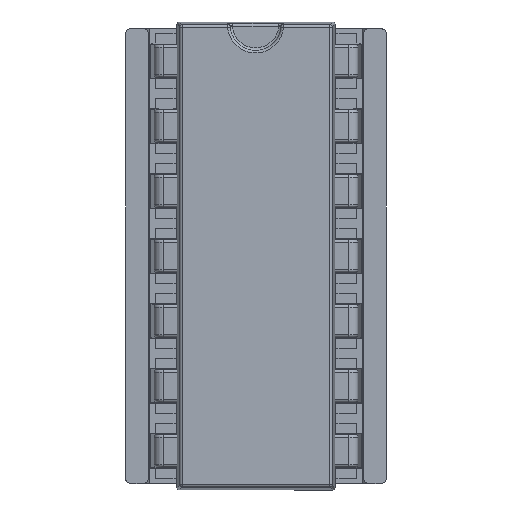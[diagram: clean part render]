
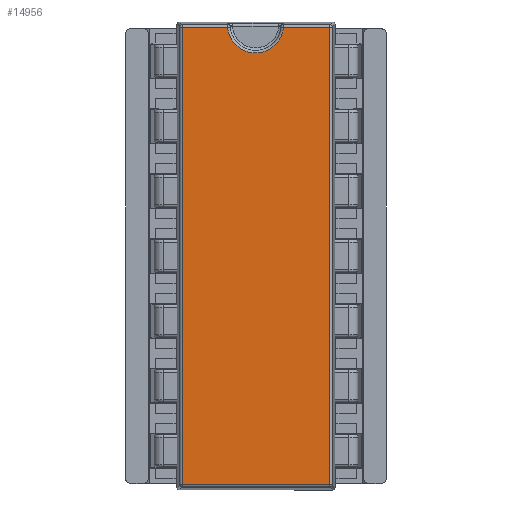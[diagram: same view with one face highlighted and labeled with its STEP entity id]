
A CAD part, top view. The second image highlights one B-rep face of the part: STEP entity #14956.
In plain terms, the highlighted planar face has unit normal (0, 0, 1).
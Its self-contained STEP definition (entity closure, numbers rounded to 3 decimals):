
#981=PLANE('',#16224);
#2375=LINE('',#27264,#3850);
#2376=LINE('',#27268,#3851);
#2377=LINE('',#27270,#3852);
#2378=LINE('',#27272,#3853);
#2379=LINE('',#27273,#3854);
#3850=VECTOR('',#19898,10.);
#3851=VECTOR('',#19903,10.);
#3852=VECTOR('',#19904,10.);
#3853=VECTOR('',#19905,10.);
#3854=VECTOR('',#19906,10.);
#4666=FACE_OUTER_BOUND('',#5514,.T.);
#5514=EDGE_LOOP('',(#13452,#13453,#13454,#13455,#13456,#13457));
#5958=CIRCLE('',#16214,1.1);
#7482=VERTEX_POINT('',#27220);
#7483=VERTEX_POINT('',#27222);
#7489=VERTEX_POINT('',#27263);
#7490=VERTEX_POINT('',#27267);
#7491=VERTEX_POINT('',#27269);
#7492=VERTEX_POINT('',#27271);
#9538=EDGE_CURVE('',#7483,#7482,#5958,.T.);
#9548=EDGE_CURVE('',#7482,#7489,#2375,.T.);
#9550=EDGE_CURVE('',#7490,#7483,#2376,.T.);
#9551=EDGE_CURVE('',#7491,#7490,#2377,.T.);
#9552=EDGE_CURVE('',#7492,#7491,#2378,.T.);
#9553=EDGE_CURVE('',#7489,#7492,#2379,.T.);
#13452=ORIENTED_EDGE('',*,*,#9538,.F.);
#13453=ORIENTED_EDGE('',*,*,#9550,.F.);
#13454=ORIENTED_EDGE('',*,*,#9551,.F.);
#13455=ORIENTED_EDGE('',*,*,#9552,.F.);
#13456=ORIENTED_EDGE('',*,*,#9553,.F.);
#13457=ORIENTED_EDGE('',*,*,#9548,.F.);
#14956=ADVANCED_FACE('',(#4666),#981,.T.);
#16214=AXIS2_PLACEMENT_3D('',#27224,#19875,#19876);
#16224=AXIS2_PLACEMENT_3D('',#27266,#19901,#19902);
#19875=DIRECTION('center_axis',(0.,0.,1.));
#19876=DIRECTION('ref_axis',(1.,0.,0.));
#19898=DIRECTION('',(0.,1.,0.));
#19901=DIRECTION('center_axis',(0.,0.,1.));
#19902=DIRECTION('ref_axis',(1.,0.,0.));
#19903=DIRECTION('',(0.,1.,0.));
#19904=DIRECTION('',(-1.,0.,0.));
#19905=DIRECTION('',(0.,-1.,0.));
#19906=DIRECTION('',(1.,0.,0.));
#27220=CARTESIAN_POINT('',(-0.79,5.169,3.35));
#27222=CARTESIAN_POINT('',(-0.79,2.977,3.35));
#27224=CARTESIAN_POINT('Origin',(-0.883,4.073,3.35));
#27263=CARTESIAN_POINT('',(-0.79,6.97,3.35));
#27264=CARTESIAN_POINT('',(-0.79,4.863,3.35));
#27266=CARTESIAN_POINT('Origin',(8.153,4.09,3.35));
#27267=CARTESIAN_POINT('',(-0.79,1.21,3.35));
#27268=CARTESIAN_POINT('',(-0.79,4.863,3.35));
#27269=CARTESIAN_POINT('',(17.095,1.21,3.35));
#27270=CARTESIAN_POINT('',(5.864,1.21,3.35));
#27271=CARTESIAN_POINT('',(17.095,6.97,3.35));
#27272=CARTESIAN_POINT('',(17.095,3.318,3.35));
#27273=CARTESIAN_POINT('',(10.441,6.97,3.35));
